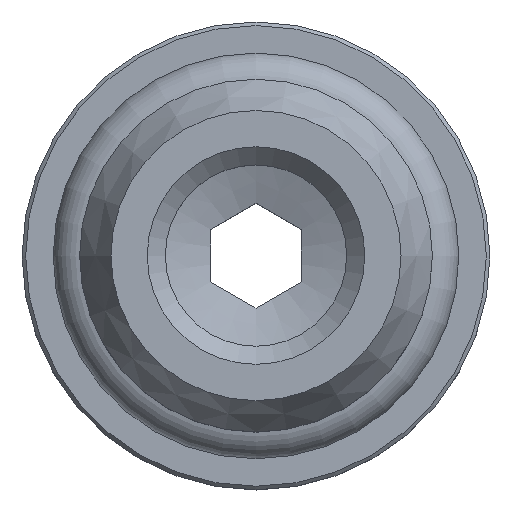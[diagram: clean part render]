
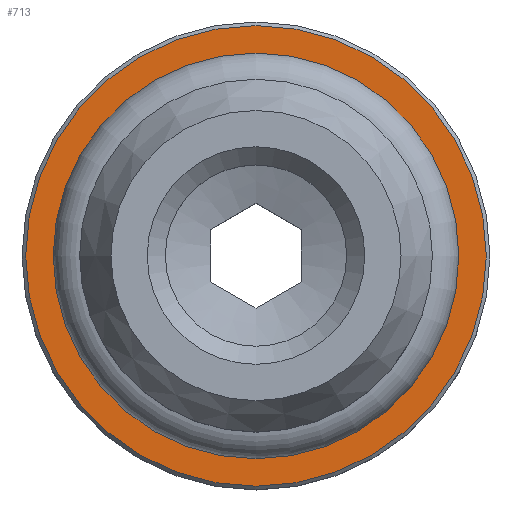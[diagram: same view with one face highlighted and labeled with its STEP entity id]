
A CAD part, top view. The second image highlights one B-rep face of the part: STEP entity #713.
In plain terms, the highlighted planar face has unit normal (0, 0, 1).
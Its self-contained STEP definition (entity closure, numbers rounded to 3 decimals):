
#38=CIRCLE('',#762,5.592);
#39=CIRCLE('',#764,6.35);
#117=ORIENTED_EDGE('',*,*,#201,.F.);
#118=ORIENTED_EDGE('',*,*,#200,.T.);
#200=EDGE_CURVE('',#242,#242,#38,.T.);
#201=EDGE_CURVE('',#243,#243,#39,.T.);
#242=VERTEX_POINT('',#1034);
#243=VERTEX_POINT('',#1037);
#309=EDGE_LOOP('',(#117));
#310=EDGE_LOOP('',(#118));
#377=FACE_BOUND('',#309,.T.);
#378=FACE_BOUND('',#310,.T.);
#432=PLANE('',#763);
#713=ADVANCED_FACE('',(#377,#378),#432,.F.);
#762=AXIS2_PLACEMENT_3D('',#1033,#863,#864);
#763=AXIS2_PLACEMENT_3D('',#1035,#865,#866);
#764=AXIS2_PLACEMENT_3D('',#1036,#867,#868);
#863=DIRECTION('',(0.,0.,-1.));
#864=DIRECTION('',(-1.,0.,0.));
#865=DIRECTION('',(0.,0.,-1.));
#866=DIRECTION('',(-1.,0.,0.));
#867=DIRECTION('',(0.,0.,-1.));
#868=DIRECTION('',(-1.,0.,0.));
#1033=CARTESIAN_POINT('',(0.,0.,-6.));
#1034=CARTESIAN_POINT('',(-5.592,0.,-6.));
#1035=CARTESIAN_POINT('',(0.,5.592,-6.));
#1036=CARTESIAN_POINT('',(0.,0.,-6.));
#1037=CARTESIAN_POINT('',(-6.35,0.,-6.));
